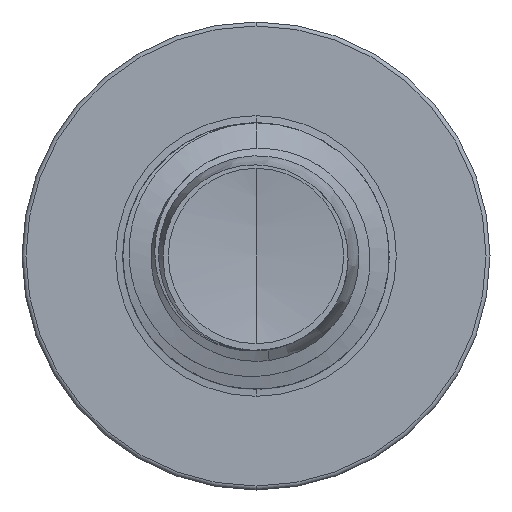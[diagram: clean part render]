
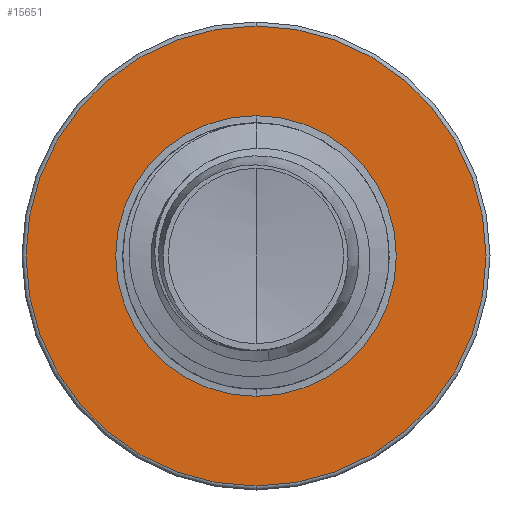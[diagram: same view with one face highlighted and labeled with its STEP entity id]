
A CAD part, front view. The second image highlights one B-rep face of the part: STEP entity #15651.
In plain terms, the highlighted planar face has unit normal (0, -1, 0).
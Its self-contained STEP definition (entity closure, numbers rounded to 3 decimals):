
#45 = EDGE_CURVE ( 'NONE', #15572, #9121, #1205, .T. ) ;
#795 = VERTEX_POINT ( 'NONE', #9088 ) ;
#930 = FACE_BOUND ( 'NONE', #15009, .T. ) ;
#985 = FACE_OUTER_BOUND ( 'NONE', #2806, .T. ) ;
#1205 = CIRCLE ( 'NONE', #1375, 6.045 ) ;
#1375 = AXIS2_PLACEMENT_3D ( 'NONE', #13117, #8387, #13458 ) ;
#2026 = CARTESIAN_POINT ( 'NONE',  ( 0., 9., 0. ) ) ;
#2566 = CARTESIAN_POINT ( 'NONE',  ( 0., 9., -3.689 ) ) ;
#2806 = EDGE_LOOP ( 'NONE', ( #9014, #6451 ) ) ;
#3287 = DIRECTION ( 'NONE',  ( 0., 0., 1. ) ) ;
#3743 = DIRECTION ( 'NONE',  ( 0., 1., 0. ) ) ;
#5280 = CIRCLE ( 'NONE', #14254, 6.045 ) ;
#5374 = CARTESIAN_POINT ( 'NONE',  ( 0., 9., 0. ) ) ;
#5749 = DIRECTION ( 'NONE',  ( 0., 1., 0. ) ) ;
#6043 = ORIENTED_EDGE ( 'NONE', *, *, #6353, .T. ) ;
#6256 = CARTESIAN_POINT ( 'NONE',  ( 0., 9., 6.045 ) ) ;
#6353 = EDGE_CURVE ( 'NONE', #795, #13527, #14660, .T. ) ;
#6451 = ORIENTED_EDGE ( 'NONE', *, *, #45, .F. ) ;
#6681 = DIRECTION ( 'NONE',  ( 0., 0., 1. ) ) ;
#6970 = EDGE_CURVE ( 'NONE', #13527, #795, #7712, .T. ) ;
#7229 = AXIS2_PLACEMENT_3D ( 'NONE', #9472, #5749, #14446 ) ;
#7712 = CIRCLE ( 'NONE', #11841, 3.689 ) ;
#8230 = CARTESIAN_POINT ( 'NONE',  ( 0., 9., -6.045 ) ) ;
#8387 = DIRECTION ( 'NONE',  ( 0., 1., 0. ) ) ;
#9014 = ORIENTED_EDGE ( 'NONE', *, *, #11318, .F. ) ;
#9088 = CARTESIAN_POINT ( 'NONE',  ( 0., 9., 3.689 ) ) ;
#9121 = VERTEX_POINT ( 'NONE', #6256 ) ;
#9384 = AXIS2_PLACEMENT_3D ( 'NONE', #11216, #3743, #12462 ) ;
#9472 = CARTESIAN_POINT ( 'NONE',  ( 0., 9., -3.689 ) ) ;
#10765 = DIRECTION ( 'NONE',  ( 0., 1., 0. ) ) ;
#11216 = CARTESIAN_POINT ( 'NONE',  ( 0., 9., 0. ) ) ;
#11318 = EDGE_CURVE ( 'NONE', #9121, #15572, #5280, .T. ) ;
#11841 = AXIS2_PLACEMENT_3D ( 'NONE', #5374, #14085, #6681 ) ;
#12462 = DIRECTION ( 'NONE',  ( 0., 0., 1. ) ) ;
#13117 = CARTESIAN_POINT ( 'NONE',  ( 0., 9., 0. ) ) ;
#13195 = PLANE ( 'NONE',  #7229 ) ;
#13458 = DIRECTION ( 'NONE',  ( 0., 0., 1. ) ) ;
#13527 = VERTEX_POINT ( 'NONE', #2566 ) ;
#14085 = DIRECTION ( 'NONE',  ( 0., 1., 0. ) ) ;
#14254 = AXIS2_PLACEMENT_3D ( 'NONE', #2026, #10765, #3287 ) ;
#14446 = DIRECTION ( 'NONE',  ( 0., 0., 1. ) ) ;
#14660 = CIRCLE ( 'NONE', #9384, 3.689 ) ;
#15009 = EDGE_LOOP ( 'NONE', ( #6043, #15763 ) ) ;
#15572 = VERTEX_POINT ( 'NONE', #8230 ) ;
#15651 = ADVANCED_FACE ( 'NONE', ( #985, #930 ), #13195, .F. ) ;
#15763 = ORIENTED_EDGE ( 'NONE', *, *, #6970, .T. ) ;
